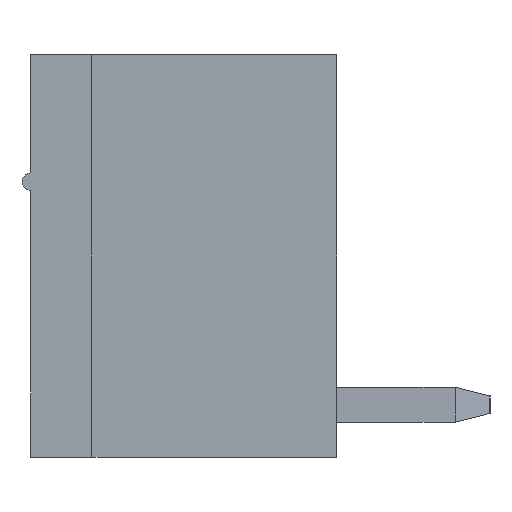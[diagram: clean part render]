
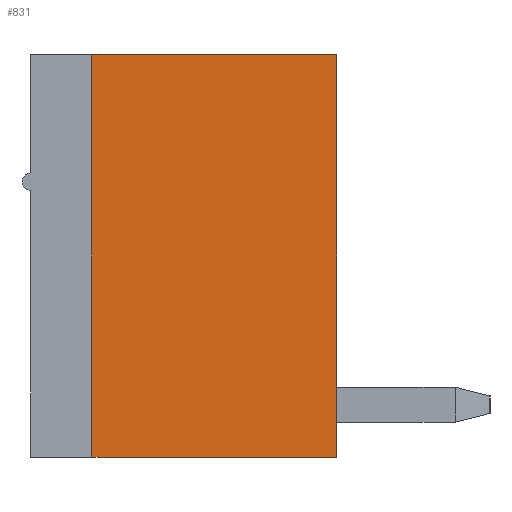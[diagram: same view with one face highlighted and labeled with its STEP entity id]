
A CAD part, left-side view. The second image highlights one B-rep face of the part: STEP entity #831.
In plain terms, the highlighted planar face has unit normal (-1, 0, 0).
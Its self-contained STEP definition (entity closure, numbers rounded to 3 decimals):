
#831 = ADVANCED_FACE( '', ( #1778 ), #1779, .F. );
#1778 = FACE_OUTER_BOUND( '', #2869, .T. );
#1779 = PLANE( '', #2870 );
#2869 = EDGE_LOOP( '', ( #5004, #5005, #5006, #5007 ) );
#2870 = AXIS2_PLACEMENT_3D( '', #5008, #5009, #5010 );
#5004 = ORIENTED_EDGE( '', *, *, #7507, .F. );
#5005 = ORIENTED_EDGE( '', *, *, #7444, .T. );
#5006 = ORIENTED_EDGE( '', *, *, #6749, .F. );
#5007 = ORIENTED_EDGE( '', *, *, #7508, .F. );
#5008 = CARTESIAN_POINT( '', ( -17.4, 0., 0. ) );
#5009 = DIRECTION( '', ( 1., 0., 0. ) );
#5010 = DIRECTION( '', ( 0., 0., -1. ) );
#6749 = EDGE_CURVE( '', #8116, #8118, #8119, .T. );
#7444 = EDGE_CURVE( '', #9235, #8118, #9236, .T. );
#7507 = EDGE_CURVE( '', #9235, #9319, #9320, .T. );
#7508 = EDGE_CURVE( '', #9319, #8116, #9321, .T. );
#8116 = VERTEX_POINT( '', #10102 );
#8118 = VERTEX_POINT( '', #10105 );
#8119 = LINE( '', #10106, #10107 );
#9235 = VERTEX_POINT( '', #11981 );
#9236 = LINE( '', #11982, #11983 );
#9319 = VERTEX_POINT( '', #12108 );
#9320 = LINE( '', #12109, #12110 );
#9321 = LINE( '', #12111, #12112 );
#10102 = CARTESIAN_POINT( '', ( -17.4, -3.6, -4.6 ) );
#10105 = CARTESIAN_POINT( '', ( -17.4, 2., -4.6 ) );
#10106 = CARTESIAN_POINT( '', ( -17.4, -3.6, -4.6 ) );
#10107 = VECTOR( '', #12960, 1000. );
#11981 = CARTESIAN_POINT( '', ( -17.4, 2., 4.6 ) );
#11982 = CARTESIAN_POINT( '', ( -17.4, 2., 0. ) );
#11983 = VECTOR( '', #13563, 1000. );
#12108 = CARTESIAN_POINT( '', ( -17.4, -3.6, 4.6 ) );
#12109 = CARTESIAN_POINT( '', ( -17.4, 3.6, 4.6 ) );
#12110 = VECTOR( '', #13612, 1000. );
#12111 = CARTESIAN_POINT( '', ( -17.4, -3.6, 4.6 ) );
#12112 = VECTOR( '', #13613, 1000. );
#12960 = DIRECTION( '', ( 0., 1., 0. ) );
#13563 = DIRECTION( '', ( 0., 0., -1. ) );
#13612 = DIRECTION( '', ( 0., -1., 0. ) );
#13613 = DIRECTION( '', ( 0., 0., -1. ) );
